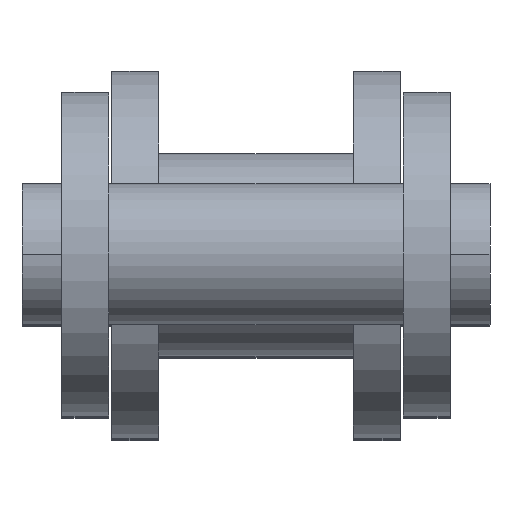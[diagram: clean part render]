
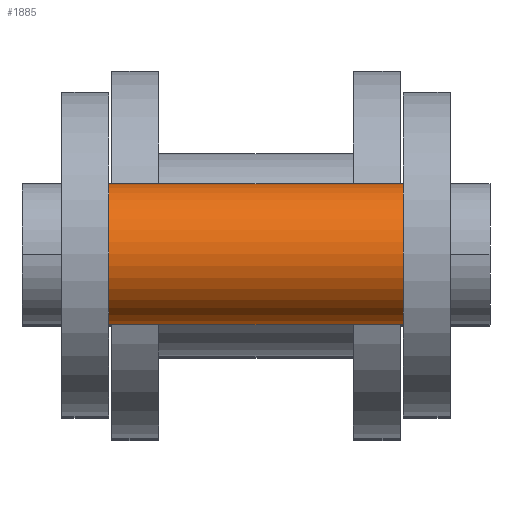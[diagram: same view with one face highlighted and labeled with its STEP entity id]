
A CAD part, top view. The second image highlights one B-rep face of the part: STEP entity #1885.
In plain terms, the highlighted cylindrical face has radius 1.149 mm (diameter 2.299 mm), a full revolution.
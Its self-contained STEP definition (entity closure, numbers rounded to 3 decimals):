
#75=LINE('',#3083,#171);
#76=LINE('',#3085,#172);
#77=LINE('',#3089,#173);
#171=VECTOR('',#2386,1000.);
#172=VECTOR('',#2387,1000.);
#173=VECTOR('',#2390,1000.);
#265=CYLINDRICAL_SURFACE('',#2033,1.149);
#357=FACE_OUTER_BOUND('',#481,.T.);
#481=EDGE_LOOP('',(#1332,#1333,#1334,#1335,#1336,#1337,#1338,#1339,#1340,
#1341));
#639=CIRCLE('',#2018,1.149);
#640=CIRCLE('',#2019,1.149);
#648=CIRCLE('',#2034,1.149);
#649=CIRCLE('',#2035,1.149);
#825=VERTEX_POINT('',#3054);
#826=VERTEX_POINT('',#3055);
#832=VERTEX_POINT('',#3082);
#833=VERTEX_POINT('',#3084);
#834=VERTEX_POINT('',#3086);
#835=VERTEX_POINT('',#3088);
#1019=EDGE_CURVE('',#825,#826,#639,.T.);
#1020=EDGE_CURVE('',#826,#825,#640,.T.);
#1033=EDGE_CURVE('',#832,#826,#75,.T.);
#1034=EDGE_CURVE('',#833,#825,#76,.T.);
#1035=EDGE_CURVE('',#834,#832,#648,.T.);
#1036=EDGE_CURVE('',#834,#835,#77,.T.);
#1037=EDGE_CURVE('',#832,#834,#649,.T.);
#1332=ORIENTED_EDGE('',*,*,#1033,.T.);
#1333=ORIENTED_EDGE('',*,*,#1020,.T.);
#1334=ORIENTED_EDGE('',*,*,#1034,.F.);
#1335=ORIENTED_EDGE('',*,*,#1034,.T.);
#1336=ORIENTED_EDGE('',*,*,#1019,.T.);
#1337=ORIENTED_EDGE('',*,*,#1033,.F.);
#1338=ORIENTED_EDGE('',*,*,#1035,.F.);
#1339=ORIENTED_EDGE('',*,*,#1036,.T.);
#1340=ORIENTED_EDGE('',*,*,#1036,.F.);
#1341=ORIENTED_EDGE('',*,*,#1037,.F.);
#1885=ADVANCED_FACE('',(#357),#265,.T.);
#2018=AXIS2_PLACEMENT_3D('',#3056,#2349,#2350);
#2019=AXIS2_PLACEMENT_3D('',#3057,#2351,#2352);
#2033=AXIS2_PLACEMENT_3D('',#3081,#2384,#2385);
#2034=AXIS2_PLACEMENT_3D('',#3087,#2388,#2389);
#2035=AXIS2_PLACEMENT_3D('',#3090,#2391,#2392);
#2349=DIRECTION('center_axis',(0.,0.,1.));
#2350=DIRECTION('ref_axis',(1.,0.,0.));
#2351=DIRECTION('center_axis',(0.,0.,1.));
#2352=DIRECTION('ref_axis',(1.,0.,0.));
#2384=DIRECTION('center_axis',(0.,0.,-1.));
#2385=DIRECTION('ref_axis',(-1.,0.,0.));
#2386=DIRECTION('',(0.,0.,-1.));
#2387=DIRECTION('',(0.,0.,-1.));
#2388=DIRECTION('center_axis',(0.,0.,1.));
#2389=DIRECTION('ref_axis',(-1.,0.,0.));
#2390=DIRECTION('',(0.,0.,-1.));
#2391=DIRECTION('center_axis',(0.,0.,1.));
#2392=DIRECTION('ref_axis',(-1.,0.,0.));
#3054=CARTESIAN_POINT('',(2.026,0.,-2.4));
#3055=CARTESIAN_POINT('',(4.324,0.,-2.4));
#3056=CARTESIAN_POINT('Origin',(3.175,0.,-2.4));
#3057=CARTESIAN_POINT('Origin',(3.175,0.,-2.4));
#3081=CARTESIAN_POINT('Origin',(3.175,0.,3.81));
#3082=CARTESIAN_POINT('',(4.324,0.,2.4));
#3083=CARTESIAN_POINT('',(4.324,0.,3.81));
#3084=CARTESIAN_POINT('',(2.026,0.,-2.35));
#3085=CARTESIAN_POINT('',(2.026,0.,3.81));
#3086=CARTESIAN_POINT('',(2.026,0.,2.4));
#3087=CARTESIAN_POINT('Origin',(3.175,0.,2.4));
#3088=CARTESIAN_POINT('',(2.026,0.,2.35));
#3089=CARTESIAN_POINT('',(2.026,0.,3.81));
#3090=CARTESIAN_POINT('Origin',(3.175,0.,2.4));
